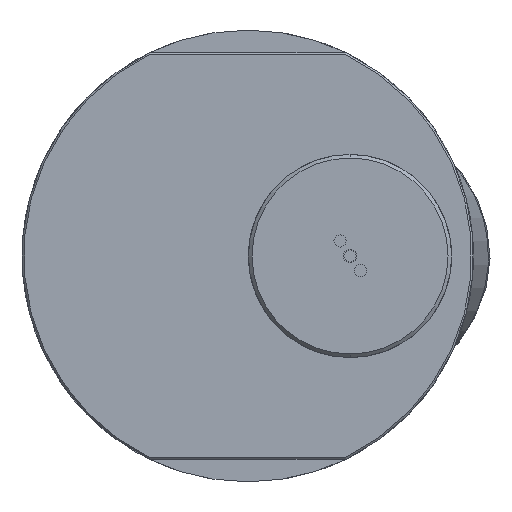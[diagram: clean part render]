
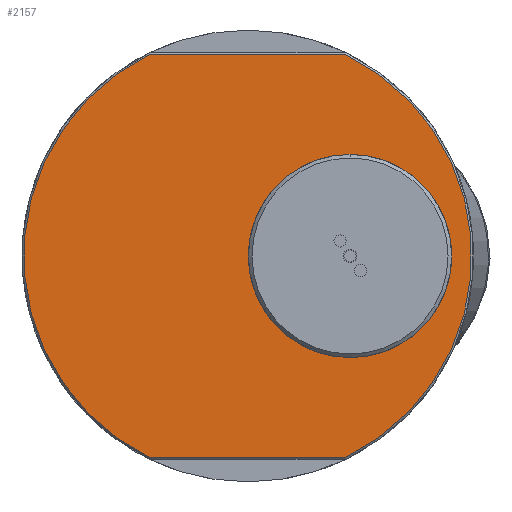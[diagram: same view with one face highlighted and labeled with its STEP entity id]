
A CAD part, left-side view. The second image highlights one B-rep face of the part: STEP entity #2157.
In plain terms, the highlighted planar face has unit normal (-1, 0, 0).
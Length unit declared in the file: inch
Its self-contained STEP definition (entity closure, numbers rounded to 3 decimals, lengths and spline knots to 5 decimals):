
#18 = EDGE_CURVE ( 'NONE', #1353, #587, #1143, .T. ) ;
#95 = DIRECTION ( 'NONE',  ( -1., 0., 0. ) ) ;
#156 = DIRECTION ( 'NONE',  ( -1., 0., 0. ) ) ;
#158 = EDGE_CURVE ( 'NONE', #496, #1582, #1738, .T. ) ;
#160 = AXIS2_PLACEMENT_3D ( 'NONE', #2226, #95, #1000 ) ;
#174 = DIRECTION ( 'NONE',  ( -1., 0., 0. ) ) ;
#192 = AXIS2_PLACEMENT_3D ( 'NONE', #1509, #1708, #1711 ) ;
#231 = FACE_BOUND ( 'NONE', #846, .T. ) ;
#278 = AXIS2_PLACEMENT_3D ( 'NONE', #829, #156, #1133 ) ;
#421 = CARTESIAN_POINT ( 'NONE',  ( -4.8, 0.54256, -1.115 ) ) ;
#496 = VERTEX_POINT ( 'NONE', #1329 ) ;
#580 = EDGE_CURVE ( 'NONE', #1878, #1353, #1563, .T. ) ;
#587 = VERTEX_POINT ( 'NONE', #597 ) ;
#597 = CARTESIAN_POINT ( 'NONE',  ( -4.8, -0.54256, 1.115 ) ) ;
#619 = DIRECTION ( 'NONE',  ( -1., 0., 0. ) ) ;
#646 = ORIENTED_EDGE ( 'NONE', *, *, #1772, .T. ) ;
#677 = ORIENTED_EDGE ( 'NONE', *, *, #18, .T. ) ;
#731 = DIRECTION ( 'NONE',  ( 0., 0., 1. ) ) ;
#737 = VERTEX_POINT ( 'NONE', #1865 ) ;
#806 = VECTOR ( 'NONE', #1426, 39.37008 ) ;
#829 = CARTESIAN_POINT ( 'NONE',  ( -4.8, 0., 0. ) ) ;
#846 = EDGE_LOOP ( 'NONE', ( #904, #1141 ) ) ;
#904 = ORIENTED_EDGE ( 'NONE', *, *, #1923, .F. ) ;
#968 = DIRECTION ( 'NONE',  ( 0., -1., 0. ) ) ;
#1000 = DIRECTION ( 'NONE',  ( 0., 0., 1. ) ) ;
#1019 = AXIS2_PLACEMENT_3D ( 'NONE', #1872, #619, #1401 ) ;
#1067 = CARTESIAN_POINT ( 'NONE',  ( -4.8, -0.566, 0. ) ) ;
#1112 = CARTESIAN_POINT ( 'NONE',  ( -4.8, -0.54256, -1.115 ) ) ;
#1133 = DIRECTION ( 'NONE',  ( 0., 0., 1. ) ) ;
#1141 = ORIENTED_EDGE ( 'NONE', *, *, #158, .F. ) ;
#1143 = CIRCLE ( 'NONE', #160, 1.24 ) ;
#1154 = CARTESIAN_POINT ( 'NONE',  ( -4.8, 0.54486, 1.115 ) ) ;
#1191 = FACE_OUTER_BOUND ( 'NONE', #1351, .T. ) ;
#1264 = PLANE ( 'NONE',  #278 ) ;
#1329 = CARTESIAN_POINT ( 'NONE',  ( -4.8, -0.566, -0.32188 ) ) ;
#1351 = EDGE_LOOP ( 'NONE', ( #1597, #1476, #677, #646 ) ) ;
#1353 = VERTEX_POINT ( 'NONE', #1112 ) ;
#1401 = DIRECTION ( 'NONE',  ( 0., 0., 1. ) ) ;
#1421 = CIRCLE ( 'NONE', #192, 0.32188 ) ;
#1426 = DIRECTION ( 'NONE',  ( 0., 1., 0. ) ) ;
#1461 = LINE ( 'NONE', #1154, #806 ) ;
#1476 = ORIENTED_EDGE ( 'NONE', *, *, #580, .T. ) ;
#1507 = AXIS2_PLACEMENT_3D ( 'NONE', #1067, #174, #731 ) ;
#1509 = CARTESIAN_POINT ( 'NONE',  ( -4.8, -0.566, 0. ) ) ;
#1563 = LINE ( 'NONE', #2037, #1990 ) ;
#1582 = VERTEX_POINT ( 'NONE', #2041 ) ;
#1597 = ORIENTED_EDGE ( 'NONE', *, *, #2202, .T. ) ;
#1708 = DIRECTION ( 'NONE',  ( -1., 0., 0. ) ) ;
#1711 = DIRECTION ( 'NONE',  ( 0., 0., 1. ) ) ;
#1738 = CIRCLE ( 'NONE', #1507, 0.32188 ) ;
#1772 = EDGE_CURVE ( 'NONE', #587, #737, #1461, .T. ) ;
#1865 = CARTESIAN_POINT ( 'NONE',  ( -4.8, 0.54256, 1.115 ) ) ;
#1872 = CARTESIAN_POINT ( 'NONE',  ( -4.8, 0., 0. ) ) ;
#1878 = VERTEX_POINT ( 'NONE', #421 ) ;
#1923 = EDGE_CURVE ( 'NONE', #1582, #496, #1421, .T. ) ;
#1990 = VECTOR ( 'NONE', #968, 39.37008 ) ;
#2029 = CIRCLE ( 'NONE', #1019, 1.24 ) ;
#2037 = CARTESIAN_POINT ( 'NONE',  ( -4.8, -0.54486, -1.115 ) ) ;
#2041 = CARTESIAN_POINT ( 'NONE',  ( -4.8, -0.566, 0.32188 ) ) ;
#2157 = ADVANCED_FACE ( 'NONE', ( #231, #1191 ), #1264, .T. ) ;
#2202 = EDGE_CURVE ( 'NONE', #737, #1878, #2029, .T. ) ;
#2226 = CARTESIAN_POINT ( 'NONE',  ( -4.8, 0., 0. ) ) ;
